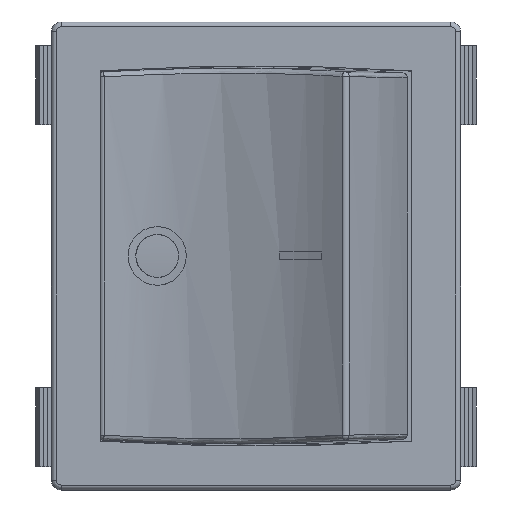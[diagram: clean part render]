
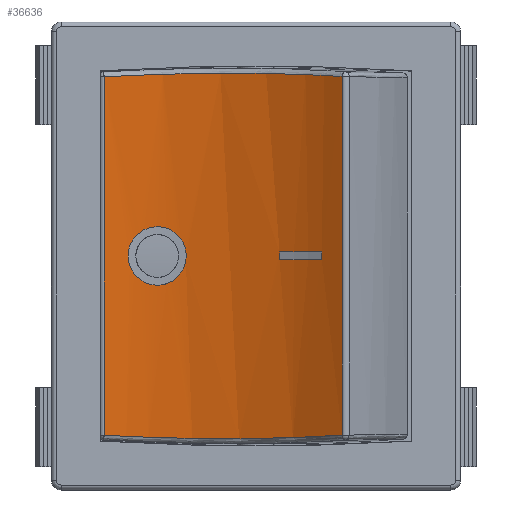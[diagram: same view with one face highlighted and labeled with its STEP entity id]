
A CAD part, top view. The second image highlights one B-rep face of the part: STEP entity #36636.
In plain terms, the highlighted cylindrical face has radius 18.314 mm (diameter 36.628 mm), a partial arc.
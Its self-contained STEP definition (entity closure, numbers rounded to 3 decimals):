
#1804=B_SPLINE_CURVE_WITH_KNOTS('',3,(#62999,#63000,#63001,#63002,#63003),
 .UNSPECIFIED.,.F.,.F.,(4,1,4),(-1.476,-0.719,-0.151),
 .UNSPECIFIED.);
#1805=B_SPLINE_CURVE_WITH_KNOTS('',3,(#63054,#63055,#63056,#63057,#63058),
 .UNSPECIFIED.,.F.,.F.,(4,1,4),(-1.476,-0.719,-0.151),
 .UNSPECIFIED.);
#1806=B_SPLINE_CURVE_WITH_KNOTS('',3,(#63098,#63099,#63100,#63101,#63102,
#63103,#63104,#63105,#63106,#63107),.UNSPECIFIED.,.T.,.F.,(4,1,1,1,1,1,
1,4),(-3.142,-2.244,-1.346,-0.449,
0.449,1.346,2.244,3.142),
 .UNSPECIFIED.);
#1962=FACE_BOUND('',#7064,.T.);
#1963=FACE_BOUND('',#7065,.T.);
#4991=FACE_OUTER_BOUND('',#7063,.T.);
#7063=EDGE_LOOP('',(#33816,#33817,#33818,#33819));
#7064=EDGE_LOOP('',(#33820,#33821,#33822,#33823));
#7065=EDGE_LOOP('',(#33824));
#7330=CIRCLE('',#38066,18.314);
#7331=CIRCLE('',#38067,18.314);
#10991=LINE('',#63063,#14964);
#10992=LINE('',#63088,#14965);
#10993=LINE('',#63091,#14966);
#10994=LINE('',#63095,#14967);
#14964=VECTOR('',#44360,10.);
#14965=VECTOR('',#44369,10.);
#14966=VECTOR('',#44370,10.);
#14967=VECTOR('',#44373,10.);
#18591=VERTEX_POINT('',#62996);
#18592=VERTEX_POINT('',#62998);
#18593=VERTEX_POINT('',#63051);
#18594=VERTEX_POINT('',#63053);
#18595=VERTEX_POINT('',#63089);
#18596=VERTEX_POINT('',#63090);
#18597=VERTEX_POINT('',#63092);
#18598=VERTEX_POINT('',#63094);
#18599=VERTEX_POINT('',#63097);
#23735=EDGE_CURVE('',#18591,#18592,#1804,.T.);
#23739=EDGE_CURVE('',#18593,#18594,#1805,.T.);
#23743=EDGE_CURVE('',#18592,#18593,#10991,.T.);
#23745=EDGE_CURVE('',#18594,#18591,#10992,.T.);
#23746=EDGE_CURVE('',#18595,#18596,#10993,.T.);
#23747=EDGE_CURVE('',#18596,#18597,#7330,.T.);
#23748=EDGE_CURVE('',#18597,#18598,#10994,.T.);
#23749=EDGE_CURVE('',#18598,#18595,#7331,.T.);
#23750=EDGE_CURVE('',#18599,#18599,#1806,.T.);
#33816=ORIENTED_EDGE('',*,*,#23743,.F.);
#33817=ORIENTED_EDGE('',*,*,#23735,.F.);
#33818=ORIENTED_EDGE('',*,*,#23745,.F.);
#33819=ORIENTED_EDGE('',*,*,#23739,.F.);
#33820=ORIENTED_EDGE('',*,*,#23746,.T.);
#33821=ORIENTED_EDGE('',*,*,#23747,.T.);
#33822=ORIENTED_EDGE('',*,*,#23748,.T.);
#33823=ORIENTED_EDGE('',*,*,#23749,.T.);
#33824=ORIENTED_EDGE('',*,*,#23750,.T.);
#34851=CYLINDRICAL_SURFACE('',#38065,18.314);
#36636=ADVANCED_FACE('',(#4991,#1962,#1963),#34851,.F.);
#38065=AXIS2_PLACEMENT_3D('',#63087,#44367,#44368);
#38066=AXIS2_PLACEMENT_3D('',#63093,#44371,#44372);
#38067=AXIS2_PLACEMENT_3D('',#63096,#44374,#44375);
#44360=DIRECTION('',(0.,-1.,0.));
#44367=DIRECTION('center_axis',(0.,-1.,0.));
#44368=DIRECTION('ref_axis',(0.069,0.,0.998));
#44369=DIRECTION('',(0.,1.,0.));
#44370=DIRECTION('',(0.,1.,0.));
#44371=DIRECTION('center_axis',(0.,-1.,0.));
#44372=DIRECTION('ref_axis',(0.069,0.,0.998));
#44373=DIRECTION('',(0.,-1.,0.));
#44374=DIRECTION('center_axis',(0.,1.,0.));
#44375=DIRECTION('ref_axis',(0.069,0.,0.998));
#62996=CARTESIAN_POINT('',(-7.793,9.195,17.34));
#62998=CARTESIAN_POINT('',(4.416,9.195,21.148));
#62999=CARTESIAN_POINT('Ctrl Pts',(-7.793,9.195,17.34));
#63000=CARTESIAN_POINT('Ctrl Pts',(-5.31,9.326,17.205));
#63001=CARTESIAN_POINT('Ctrl Pts',(-0.912,9.44,17.867));
#63002=CARTESIAN_POINT('Ctrl Pts',(2.942,9.293,20.006));
#63003=CARTESIAN_POINT('Ctrl Pts',(4.416,9.195,21.148));
#63051=CARTESIAN_POINT('',(4.416,-9.195,21.148));
#63053=CARTESIAN_POINT('',(-7.793,-9.195,17.34));
#63054=CARTESIAN_POINT('Ctrl Pts',(4.416,-9.195,21.148));
#63055=CARTESIAN_POINT('Ctrl Pts',(2.45,-9.326,19.625));
#63056=CARTESIAN_POINT('Ctrl Pts',(-1.544,-9.44,
17.67));
#63057=CARTESIAN_POINT('Ctrl Pts',(-5.931,-9.293,
17.239));
#63058=CARTESIAN_POINT('Ctrl Pts',(-7.793,-9.195,
17.34));
#63063=CARTESIAN_POINT('',(4.416,0.,21.148));
#63087=CARTESIAN_POINT('Origin',(-6.798,0.,35.627));
#63088=CARTESIAN_POINT('',(-7.793,0.,17.34));
#63089=CARTESIAN_POINT('',(1.209,-0.2,19.156));
#63090=CARTESIAN_POINT('',(1.209,0.2,19.156));
#63091=CARTESIAN_POINT('',(1.209,0.,19.156));
#63092=CARTESIAN_POINT('',(3.376,0.2,20.399));
#63093=CARTESIAN_POINT('Origin',(-6.798,0.2,35.627));
#63094=CARTESIAN_POINT('',(3.376,-0.2,20.399));
#63095=CARTESIAN_POINT('',(3.376,0.,20.399));
#63096=CARTESIAN_POINT('Origin',(-6.798,-0.2,35.627));
#63097=CARTESIAN_POINT('',(-6.561,0.,17.315));
#63098=CARTESIAN_POINT('Ctrl Pts',(-6.561,0.,
17.315));
#63099=CARTESIAN_POINT('Ctrl Pts',(-6.561,0.449,
17.315));
#63100=CARTESIAN_POINT('Ctrl Pts',(-6.132,1.343,17.313));
#63101=CARTESIAN_POINT('Ctrl Pts',(-4.682,1.673,17.415));
#63102=CARTESIAN_POINT('Ctrl Pts',(-3.53,0.745,17.606));
#63103=CARTESIAN_POINT('Ctrl Pts',(-3.533,-0.744,
17.605));
#63104=CARTESIAN_POINT('Ctrl Pts',(-4.681,-1.676,
17.414));
#63105=CARTESIAN_POINT('Ctrl Pts',(-6.132,-1.341,
17.313));
#63106=CARTESIAN_POINT('Ctrl Pts',(-6.561,-0.449,
17.315));
#63107=CARTESIAN_POINT('Ctrl Pts',(-6.561,0.,
17.315));
